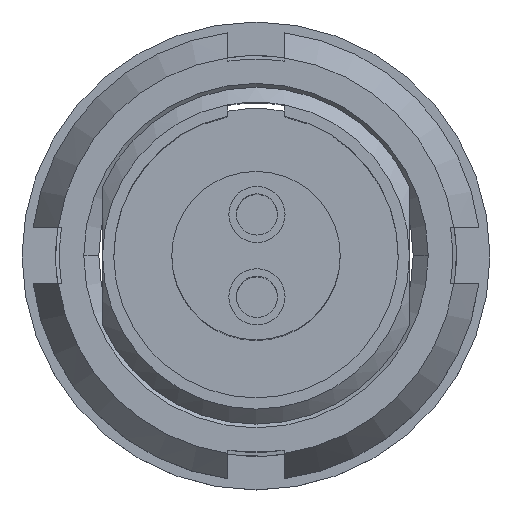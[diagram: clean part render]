
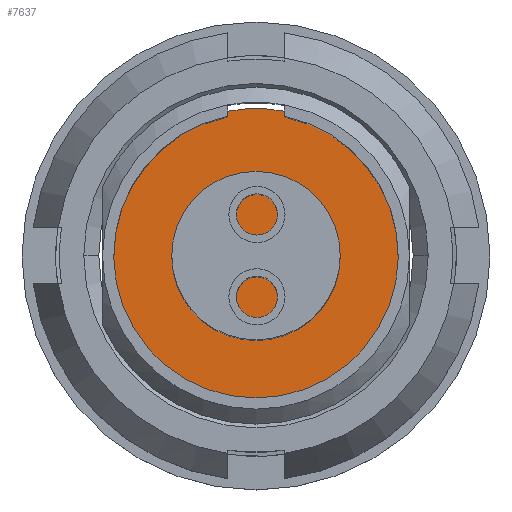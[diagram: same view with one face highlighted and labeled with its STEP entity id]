
A CAD part, top view. The second image highlights one B-rep face of the part: STEP entity #7637.
In plain terms, the highlighted planar face has unit normal (0, 0, 1).
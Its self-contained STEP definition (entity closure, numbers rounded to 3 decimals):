
#7518=CARTESIAN_POINT('',(0.735,3.876,5.301));
#7519=VERTEX_POINT('',#7518);
#7533=CARTESIAN_POINT('',(0.735,3.723,5.301));
#7534=VERTEX_POINT('',#7533);
#7535=CARTESIAN_POINT('',(0.735,3.723,5.301));
#7536=DIRECTION('',(0.0,1.0,0.0));
#7537=VECTOR('',#7536,0.153);
#7538=LINE('',#7535,#7537);
#7539=EDGE_CURVE('',#7534,#7519,#7538,.T.);
#7563=CARTESIAN_POINT('',(-0.785,3.723,5.301));
#7564=VERTEX_POINT('',#7563);
#7571=CARTESIAN_POINT('',(-0.785,3.876,5.301));
#7572=VERTEX_POINT('',#7571);
#7573=CARTESIAN_POINT('',(-0.785,3.876,5.301));
#7574=DIRECTION('',(0.0,-1.0,0.0));
#7575=VECTOR('',#7574,0.153);
#7576=LINE('',#7573,#7575);
#7577=EDGE_CURVE('',#7572,#7564,#7576,.T.);
#7602=CARTESIAN_POINT('',(-0.025,0.,5.301));
#7603=DIRECTION('',(0.0,0.0,-1.0));
#7604=DIRECTION('',(0.0,-1.0,0.0));
#7605=AXIS2_PLACEMENT_3D('',#7602,#7603,#7604);
#7606=CIRCLE('',#7605,3.8);
#7607=EDGE_CURVE('',#7534,#7564,#7606,.T.);
#7620=CARTESIAN_POINT('',(-0.025,0.,5.301));
#7621=DIRECTION('',(0.0,0.0,-1.0));
#7622=DIRECTION('',(0.0,-1.0,0.0));
#7623=AXIS2_PLACEMENT_3D('',#7620,#7621,#7622);
#7624=PLANE('',#7623);
#7625=ORIENTED_EDGE('',*,*,#7607,.F.);
#7626=ORIENTED_EDGE('',*,*,#7539,.T.);
#7627=CARTESIAN_POINT('',(-0.025,0.,5.301));
#7628=DIRECTION('',(0.0,0.0,1.0));
#7629=DIRECTION('',(1.0,0.0,0.0));
#7630=AXIS2_PLACEMENT_3D('',#7627,#7628,#7629);
#7631=CIRCLE('',#7630,3.95);
#7632=EDGE_CURVE('',#7519,#7572,#7631,.T.);
#7633=ORIENTED_EDGE('',*,*,#7632,.T.);
#7634=ORIENTED_EDGE('',*,*,#7577,.T.);
#7635=EDGE_LOOP('',(#7625,#7626,#7633,#7634));
#7636=FACE_OUTER_BOUND('',#7635,.T.);
#7637=ADVANCED_FACE('',(#7636),#7624,.F.);
